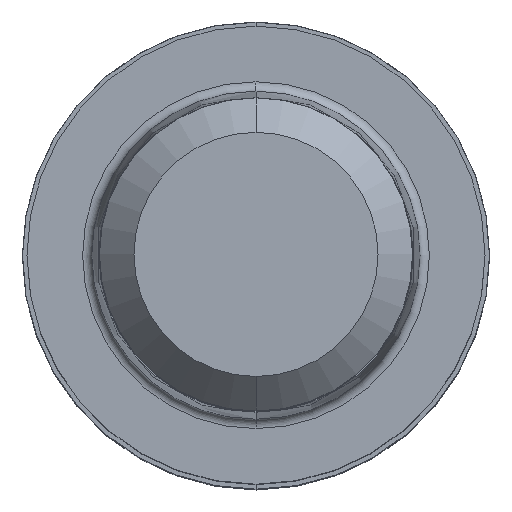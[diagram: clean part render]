
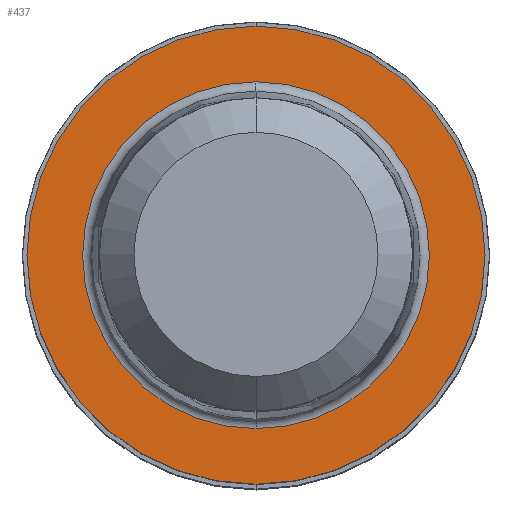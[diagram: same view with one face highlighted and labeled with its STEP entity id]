
A CAD part, top view. The second image highlights one B-rep face of the part: STEP entity #437.
In plain terms, the highlighted planar face has unit normal (0, 0, 1).
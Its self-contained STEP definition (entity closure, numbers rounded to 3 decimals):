
#245=VERTEX_POINT('',#590);
#255=EDGE_CURVE('',#435,#457,#602,.T.);
#283=VERTEX_POINT('',#637);
#351=EDGE_CURVE('',#457,#435,#715,.T.);
#367=EDGE_CURVE('',#245,#283,#732,.T.);
#435=VERTEX_POINT('',#806);
#437=ADVANCED_FACE('',(#808,#809),#810,.T.);
#457=VERTEX_POINT('',#831);
#489=EDGE_CURVE('',#283,#245,#866,.T.);
#590=CARTESIAN_POINT('',(0.,-3.71,0.01));
#602=CIRCLE('',#995,4.9);
#637=CARTESIAN_POINT('',(0.0,3.71,0.01));
#715=CIRCLE('',#1136,4.9);
#732=CIRCLE('',#1162,3.71);
#806=CARTESIAN_POINT('',(0.0,4.9,0.01));
#808=FACE_OUTER_BOUND('',#1259,.T.);
#809=FACE_BOUND('',#1260,.T.);
#810=PLANE('',#1261);
#831=CARTESIAN_POINT('',(0.,-4.9,0.01));
#866=CIRCLE('',#1327,3.71);
#995=AXIS2_PLACEMENT_3D('',#1462,#1463,#1464);
#1136=AXIS2_PLACEMENT_3D('',#1630,#1631,#1632);
#1162=AXIS2_PLACEMENT_3D('',#1650,#1651,#1652);
#1259=EDGE_LOOP('',(#1745,#1746));
#1260=EDGE_LOOP('',(#1747,#1748));
#1261=AXIS2_PLACEMENT_3D('',#1749,#1750,#1751);
#1327=AXIS2_PLACEMENT_3D('',#1810,#1811,#1812);
#1462=CARTESIAN_POINT('',(0.0,0.0,0.01));
#1463=DIRECTION('',(0.0,0.0,-1.0));
#1464=DIRECTION('',(0.0,1.0,0.0));
#1630=CARTESIAN_POINT('',(0.0,0.0,0.01));
#1631=DIRECTION('',(0.0,0.0,-1.0));
#1632=DIRECTION('',(0.0,1.0,0.0));
#1650=CARTESIAN_POINT('',(0.0,0.0,0.01));
#1651=DIRECTION('',(0.0,0.0,-1.0));
#1652=DIRECTION('',(0.0,1.0,0.0));
#1745=ORIENTED_EDGE('',*,*,#255,.F.);
#1746=ORIENTED_EDGE('',*,*,#351,.F.);
#1747=ORIENTED_EDGE('',*,*,#489,.T.);
#1748=ORIENTED_EDGE('',*,*,#367,.T.);
#1749=CARTESIAN_POINT('',(0.0,2.45,0.01));
#1750=DIRECTION('',(-0.0,0.0,1.0));
#1751=DIRECTION('',(0.0,-1.0,0.0));
#1810=CARTESIAN_POINT('',(0.0,0.0,0.01));
#1811=DIRECTION('',(0.0,0.0,-1.0));
#1812=DIRECTION('',(0.0,1.0,0.0));
